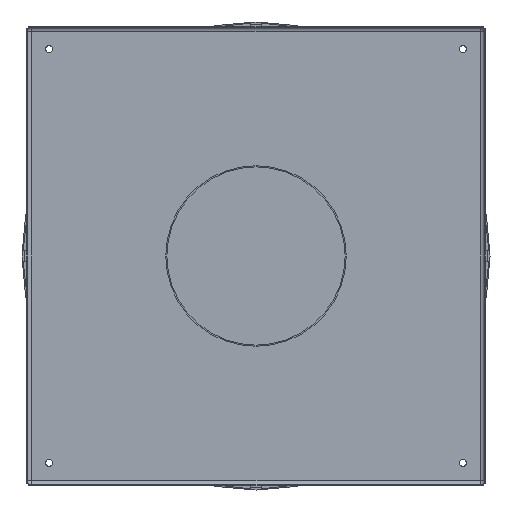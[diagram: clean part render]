
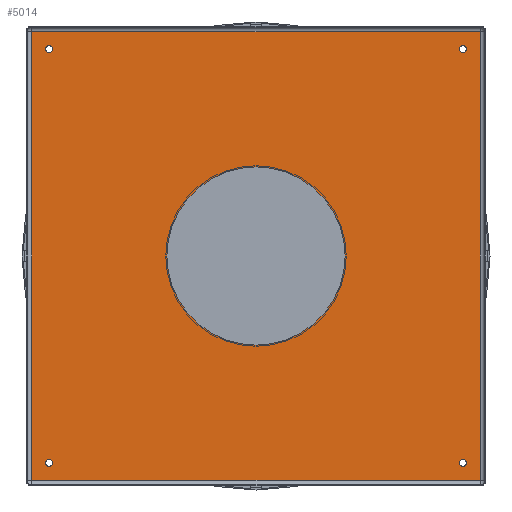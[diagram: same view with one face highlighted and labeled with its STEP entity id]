
A CAD part, front view. The second image highlights one B-rep face of the part: STEP entity #5014.
In plain terms, the highlighted planar face has unit normal (0, -1, 0).
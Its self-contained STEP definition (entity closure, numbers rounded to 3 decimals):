
#314 = EDGE_LOOP ( 'NONE', ( #338, #342, #345, #348 ) ) ;
#338 = ORIENTED_EDGE ( 'NONE', *, *, #339, .F. ) ;
#339 = EDGE_CURVE ( 'NONE', #340, #341, #3012, .T. ) ;
#340 = VERTEX_POINT ( 'NONE', #3008 ) ;
#341 = VERTEX_POINT ( 'NONE', #3007 ) ;
#342 = ORIENTED_EDGE ( 'NONE', *, *, #343, .F. ) ;
#343 = EDGE_CURVE ( 'NONE', #344, #340, #3006, .T. ) ;
#344 = VERTEX_POINT ( 'NONE', #3002 ) ;
#345 = ORIENTED_EDGE ( 'NONE', *, *, #346, .F. ) ;
#346 = EDGE_CURVE ( 'NONE', #347, #344, #3001, .T. ) ;
#347 = VERTEX_POINT ( 'NONE', #2997 ) ;
#348 = ORIENTED_EDGE ( 'NONE', *, *, #349, .F. ) ;
#349 = EDGE_CURVE ( 'NONE', #341, #347, #2996, .T. ) ;
#352 = ORIENTED_EDGE ( 'NONE', *, *, #2108, .T. ) ;
#353 = EDGE_LOOP ( 'NONE', ( #354, #356 ) ) ;
#354 = ORIENTED_EDGE ( 'NONE', *, *, #355, .T. ) ;
#355 = EDGE_CURVE ( 'NONE', #2096, #2095, #2989, .T. ) ;
#356 = ORIENTED_EDGE ( 'NONE', *, *, #2094, .T. ) ;
#357 = EDGE_LOOP ( 'NONE', ( #358, #360 ) ) ;
#358 = ORIENTED_EDGE ( 'NONE', *, *, #359, .T. ) ;
#359 = EDGE_CURVE ( 'NONE', #2081, #2080, #3043, .T. ) ;
#360 = ORIENTED_EDGE ( 'NONE', *, *, #2163, .T. ) ;
#361 = EDGE_LOOP ( 'NONE', ( #362, #364 ) ) ;
#362 = ORIENTED_EDGE ( 'NONE', *, *, #363, .T. ) ;
#363 = EDGE_CURVE ( 'NONE', #2148, #2147, #3038, .T. ) ;
#364 = ORIENTED_EDGE ( 'NONE', *, *, #2146, .T. ) ;
#2043 = VERTEX_POINT ( 'NONE', #5927 ) ;
#2080 = VERTEX_POINT ( 'NONE', #6039 ) ;
#2081 = VERTEX_POINT ( 'NONE', #6035 ) ;
#2094 = EDGE_CURVE ( 'NONE', #2095, #2096, #6018, .T. ) ;
#2095 = VERTEX_POINT ( 'NONE', #6071 ) ;
#2096 = VERTEX_POINT ( 'NONE', #6070 ) ;
#2097 = EDGE_CURVE ( 'NONE', #2043, #2098, #6069, .T. ) ;
#2098 = VERTEX_POINT ( 'NONE', #6064 ) ;
#2108 = EDGE_CURVE ( 'NONE', #2109, #2110, #6106, .T. ) ;
#2109 = VERTEX_POINT ( 'NONE', #6101 ) ;
#2110 = VERTEX_POINT ( 'NONE', #6100 ) ;
#2146 = EDGE_CURVE ( 'NONE', #2147, #2148, #6160, .T. ) ;
#2147 = VERTEX_POINT ( 'NONE', #6150 ) ;
#2148 = VERTEX_POINT ( 'NONE', #6149 ) ;
#2163 = EDGE_CURVE ( 'NONE', #2080, #2081, #6186, .T. ) ;
#2989 = CIRCLE ( 'NONE', #3047, 3. ) ;
#2993 = DIRECTION ( 'NONE',  ( -1., 0., 0. ) ) ;
#2994 = VECTOR ( 'NONE', #2993, 1000. ) ;
#2995 = CARTESIAN_POINT ( 'NONE',  ( -200., -1., -195. ) ) ;
#2996 = LINE ( 'NONE', #2995, #2994 ) ;
#2997 = CARTESIAN_POINT ( 'NONE',  ( -195., -1., -195. ) ) ;
#2998 = DIRECTION ( 'NONE',  ( 0., 0., 1. ) ) ;
#2999 = VECTOR ( 'NONE', #2998, 1000. ) ;
#3000 = CARTESIAN_POINT ( 'NONE',  ( -195., -1., 200. ) ) ;
#3001 = LINE ( 'NONE', #3000, #2999 ) ;
#3002 = CARTESIAN_POINT ( 'NONE',  ( -195., -1., 195. ) ) ;
#3003 = DIRECTION ( 'NONE',  ( 1., 0., 0. ) ) ;
#3004 = VECTOR ( 'NONE', #3003, 1000. ) ;
#3005 = CARTESIAN_POINT ( 'NONE',  ( -200., -1., 195. ) ) ;
#3006 = LINE ( 'NONE', #3005, #3004 ) ;
#3007 = CARTESIAN_POINT ( 'NONE',  ( 195., -1., -195. ) ) ;
#3008 = CARTESIAN_POINT ( 'NONE',  ( 195., -1., 195. ) ) ;
#3009 = DIRECTION ( 'NONE',  ( 0., 0., -1. ) ) ;
#3010 = VECTOR ( 'NONE', #3009, 1000. ) ;
#3011 = CARTESIAN_POINT ( 'NONE',  ( 195., -1., 200. ) ) ;
#3012 = LINE ( 'NONE', #3011, #3010 ) ;
#3034 = DIRECTION ( 'NONE',  ( 0., 0., 1. ) ) ;
#3035 = DIRECTION ( 'NONE',  ( 0., 1., 0. ) ) ;
#3036 = CARTESIAN_POINT ( 'NONE',  ( 180., -1., -180. ) ) ;
#3037 = AXIS2_PLACEMENT_3D ( 'NONE', #3036, #3035, #3034 ) ;
#3038 = CIRCLE ( 'NONE', #3037, 3. ) ;
#3039 = DIRECTION ( 'NONE',  ( 0., 0., 1. ) ) ;
#3040 = DIRECTION ( 'NONE',  ( 0., 1., 0. ) ) ;
#3041 = CARTESIAN_POINT ( 'NONE',  ( 180., -1., 180. ) ) ;
#3042 = AXIS2_PLACEMENT_3D ( 'NONE', #3041, #3040, #3039 ) ;
#3043 = CIRCLE ( 'NONE', #3042, 3. ) ;
#3044 = DIRECTION ( 'NONE',  ( 0., 0., 1. ) ) ;
#3045 = DIRECTION ( 'NONE',  ( 0., 1., 0. ) ) ;
#3046 = CARTESIAN_POINT ( 'NONE',  ( -180., -1., 180. ) ) ;
#3047 = AXIS2_PLACEMENT_3D ( 'NONE', #3046, #3045, #3044 ) ;
#5006 = ORIENTED_EDGE ( 'NONE', *, *, #5011, .T. ) ;
#5007 = EDGE_CURVE ( 'NONE', #2098, #2043, #6403, .T. ) ;
#5008 = ORIENTED_EDGE ( 'NONE', *, *, #5007, .T. ) ;
#5009 = ORIENTED_EDGE ( 'NONE', *, *, #2097, .T. ) ;
#5011 = EDGE_CURVE ( 'NONE', #2110, #2109, #6393, .T. ) ;
#5012 = EDGE_LOOP ( 'NONE', ( #5006, #352 ) ) ;
#5013 = EDGE_LOOP ( 'NONE', ( #5008, #5009 ) ) ;
#5014 = ADVANCED_FACE ( 'NONE', ( #6394, #6452, #6451, #6450, #6449, #6448 ), #6447, .F. ) ;
#5927 = CARTESIAN_POINT ( 'NONE',  ( 0., -1., -77.5 ) ) ;
#6018 = CIRCLE ( 'NONE', #6075, 3. ) ;
#6035 = CARTESIAN_POINT ( 'NONE',  ( 180., -1., 183. ) ) ;
#6039 = CARTESIAN_POINT ( 'NONE',  ( 180., -1., 177. ) ) ;
#6064 = CARTESIAN_POINT ( 'NONE',  ( 0., -1., 77.5 ) ) ;
#6065 = DIRECTION ( 'NONE',  ( 0., 0., 1. ) ) ;
#6066 = DIRECTION ( 'NONE',  ( 0., 1., 0. ) ) ;
#6067 = CARTESIAN_POINT ( 'NONE',  ( 0., -1., 0. ) ) ;
#6068 = AXIS2_PLACEMENT_3D ( 'NONE', #6067, #6066, #6065 ) ;
#6069 = CIRCLE ( 'NONE', #6068, 77.5 ) ;
#6070 = CARTESIAN_POINT ( 'NONE',  ( -180., -1., 183. ) ) ;
#6071 = CARTESIAN_POINT ( 'NONE',  ( -180., -1., 177. ) ) ;
#6072 = DIRECTION ( 'NONE',  ( 0., 0., 1. ) ) ;
#6073 = DIRECTION ( 'NONE',  ( 0., 1., 0. ) ) ;
#6074 = CARTESIAN_POINT ( 'NONE',  ( -180., -1., 180. ) ) ;
#6075 = AXIS2_PLACEMENT_3D ( 'NONE', #6074, #6073, #6072 ) ;
#6100 = CARTESIAN_POINT ( 'NONE',  ( -180., -1., -177. ) ) ;
#6101 = CARTESIAN_POINT ( 'NONE',  ( -180., -1., -183. ) ) ;
#6102 = DIRECTION ( 'NONE',  ( 0., 0., 1. ) ) ;
#6103 = DIRECTION ( 'NONE',  ( 0., 1., 0. ) ) ;
#6104 = CARTESIAN_POINT ( 'NONE',  ( -180., -1., -180. ) ) ;
#6105 = AXIS2_PLACEMENT_3D ( 'NONE', #6104, #6103, #6102 ) ;
#6106 = CIRCLE ( 'NONE', #6105, 3. ) ;
#6149 = CARTESIAN_POINT ( 'NONE',  ( 180., -1., -177. ) ) ;
#6150 = CARTESIAN_POINT ( 'NONE',  ( 180., -1., -183. ) ) ;
#6151 = DIRECTION ( 'NONE',  ( 0., 0., 1. ) ) ;
#6152 = DIRECTION ( 'NONE',  ( 0., 1., 0. ) ) ;
#6153 = CARTESIAN_POINT ( 'NONE',  ( 180., -1., -180. ) ) ;
#6154 = AXIS2_PLACEMENT_3D ( 'NONE', #6153, #6152, #6151 ) ;
#6160 = CIRCLE ( 'NONE', #6154, 3. ) ;
#6177 = DIRECTION ( 'NONE',  ( 0., 0., 1. ) ) ;
#6178 = DIRECTION ( 'NONE',  ( 0., 1., 0. ) ) ;
#6179 = CARTESIAN_POINT ( 'NONE',  ( 180., -1., 180. ) ) ;
#6180 = AXIS2_PLACEMENT_3D ( 'NONE', #6179, #6178, #6177 ) ;
#6186 = CIRCLE ( 'NONE', #6180, 3. ) ;
#6389 = DIRECTION ( 'NONE',  ( 0., 0., 1. ) ) ;
#6390 = DIRECTION ( 'NONE',  ( 0., 1., 0. ) ) ;
#6391 = CARTESIAN_POINT ( 'NONE',  ( -180., -1., -180. ) ) ;
#6392 = AXIS2_PLACEMENT_3D ( 'NONE', #6391, #6390, #6389 ) ;
#6393 = CIRCLE ( 'NONE', #6392, 3. ) ;
#6394 = FACE_BOUND ( 'NONE', #5013, .T. ) ;
#6399 = DIRECTION ( 'NONE',  ( 0., 0., 1. ) ) ;
#6400 = DIRECTION ( 'NONE',  ( 0., 1., 0. ) ) ;
#6401 = CARTESIAN_POINT ( 'NONE',  ( 0., -1., 0. ) ) ;
#6402 = AXIS2_PLACEMENT_3D ( 'NONE', #6401, #6400, #6399 ) ;
#6403 = CIRCLE ( 'NONE', #6402, 77.5 ) ;
#6442 = DIRECTION ( 'NONE',  ( 0., 0., 1. ) ) ;
#6443 = DIRECTION ( 'NONE',  ( 0., 1., 0. ) ) ;
#6444 = CARTESIAN_POINT ( 'NONE',  ( -200., -1., 200. ) ) ;
#6446 = AXIS2_PLACEMENT_3D ( 'NONE', #6444, #6443, #6442 ) ;
#6447 = PLANE ( 'NONE',  #6446 ) ;
#6448 = FACE_OUTER_BOUND ( 'NONE', #314, .T. ) ;
#6449 = FACE_BOUND ( 'NONE', #361, .T. ) ;
#6450 = FACE_BOUND ( 'NONE', #357, .T. ) ;
#6451 = FACE_BOUND ( 'NONE', #353, .T. ) ;
#6452 = FACE_BOUND ( 'NONE', #5012, .T. ) ;
